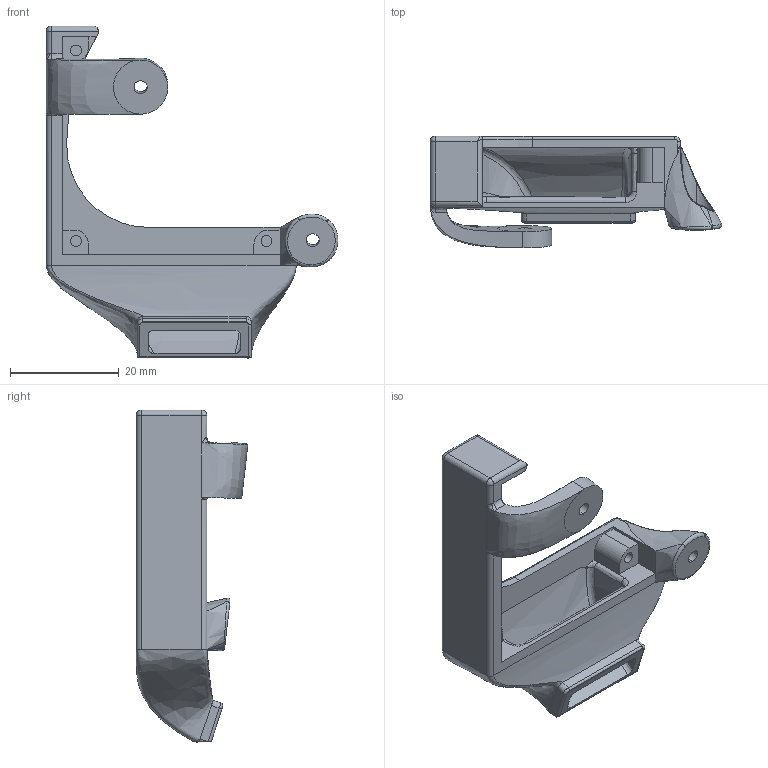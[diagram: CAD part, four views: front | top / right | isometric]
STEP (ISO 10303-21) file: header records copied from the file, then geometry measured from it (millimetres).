
FILE_DESCRIPTION (( 'STEP AP214' ), '1' );
FILE_NAME ('4010-blower-duct-left.STEP', '2020-07-10T17:52:54', ( '' ), ( '' ), 'SwSTEP 2.0', 'SolidWorks 2020', '' );
FILE_SCHEMA (( 'AUTOMOTIVE_DESIGN' ));
Length unit declared in the file: millimetre
Products named in the file (1): 4010-blower-duct-left
Bounding box: 53.63 x 20.52 x 61 mm (x, y, z)
Volume: 8330.3 mm3; surface area: 6550.6 mm2
Topology: 1 solids, 1 shells, 132 faces, 363 edges, 228 vertices
Faces by surface type: bspline 50, cylinder 38, plane 35, torus 7, sphere 2
Entity records: 8007 total; most frequent: CARTESIAN_POINT 5041, ORIENTED_EDGE 712, DIRECTION 474, EDGE_CURVE 356, VERTEX_POINT 228, AXIS2_PLACEMENT_3D 176, EDGE_LOOP 140, ADVANCED_FACE 132
